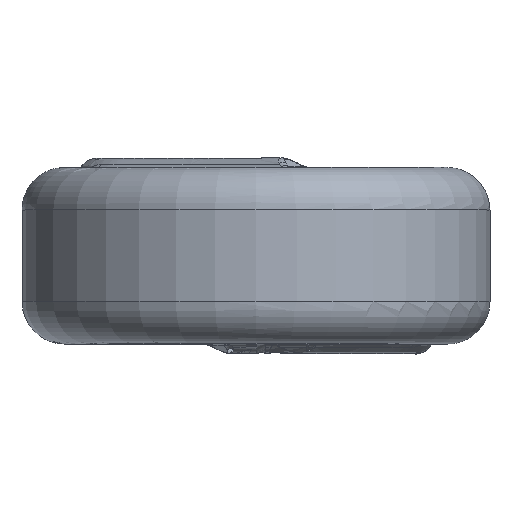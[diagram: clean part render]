
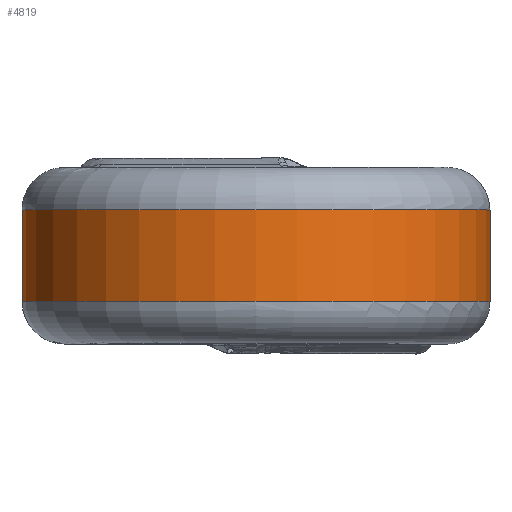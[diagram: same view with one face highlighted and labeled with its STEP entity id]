
A CAD part, top view. The second image highlights one B-rep face of the part: STEP entity #4819.
In plain terms, the highlighted cylindrical face has radius 5.5 mm (diameter 11 mm), a full revolution.
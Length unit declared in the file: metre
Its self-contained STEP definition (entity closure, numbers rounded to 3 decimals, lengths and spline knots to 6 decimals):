
#42=CIRCLE('',#5024,0.0055);
#43=CIRCLE('',#5027,0.0055);
#87=CYLINDRICAL_SURFACE('',#5028,0.0055);
#957=ORIENTED_EDGE('',*,*,#1943,.T.);
#958=ORIENTED_EDGE('',*,*,#1936,.F.);
#1936=EDGE_CURVE('',#2428,#2428,#42,.T.);
#1943=EDGE_CURVE('',#2433,#2433,#43,.T.);
#2428=VERTEX_POINT('',#7684);
#2433=VERTEX_POINT('',#7735);
#2859=EDGE_LOOP('',(#957));
#2860=EDGE_LOOP('',(#958));
#3088=FACE_BOUND('',#2859,.T.);
#3089=FACE_BOUND('',#2860,.T.);
#4819=ADVANCED_FACE('',(#3088,#3089),#87,.T.);
#5024=AXIS2_PLACEMENT_3D('',#7683,#5308,#5309);
#5027=AXIS2_PLACEMENT_3D('',#7734,#5315,#5316);
#5028=AXIS2_PLACEMENT_3D('',#7736,#5317,#5318);
#5308=DIRECTION('',(0.,1.,0.));
#5309=DIRECTION('',(0.,0.,1.));
#5315=DIRECTION('',(0.,1.,0.));
#5316=DIRECTION('',(0.,0.,1.));
#5317=DIRECTION('',(0.,1.,0.));
#5318=DIRECTION('',(0.,0.,1.));
#7683=CARTESIAN_POINT('',(0.,0.001075,0.));
#7684=CARTESIAN_POINT('',(0.,0.001075,0.0055));
#7734=CARTESIAN_POINT('',(0.,-0.001075,0.));
#7735=CARTESIAN_POINT('',(0.,-0.001075,0.0055));
#7736=CARTESIAN_POINT('',(0.,-0.002075,0.));
